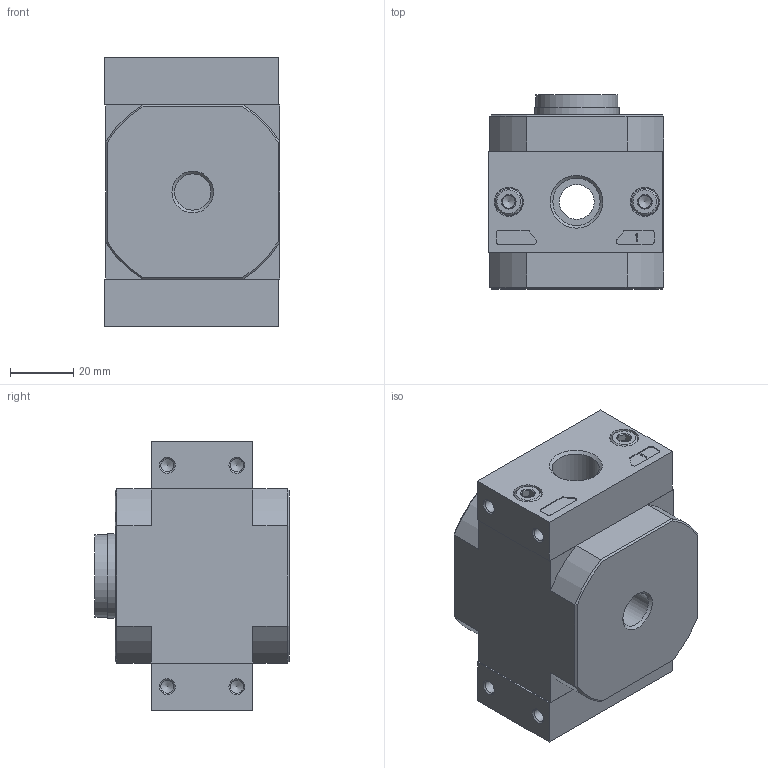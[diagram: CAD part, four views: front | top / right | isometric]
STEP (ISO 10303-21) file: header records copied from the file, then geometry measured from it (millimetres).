
FILE_DESCRIPTION(/* description */ ('STEP AP214'),/* implementation_level */ '2;1');
FILE_NAME(/* name */ '162791_FRM-H-3_8-D-MIDI',/* time_stamp */ '2024-08-28T18:53:29+02:00',/* author */ ('License CC BY-ND 4.0'),/* organization */ ('CADENAS'),/* preprocessor_version */ 'ST-DEVELOPER v19.3',/* originating_system */ 'PARTsolutions',/* authorisation */ ' ');
FILE_SCHEMA (('AUTOMOTIVE_DESIGN {1 0 10303 214 3 1 1}'));
Length unit declared in the file: millimetre
Products named in the file (8): 162791 FRM-H-3/8-D-MIDI; 4016333 FRM-H-...-MIDI; 369989 LF-D-MIDI; 380299 PBL-3/8-D-MIDI-R---(0) p1; DIN-912 - M5x18(F); 380297 PBL-3/8-D-MIDI-L---(1) p1; DIN-908 G1/2A; 531774 OK-1/2
Assembly tree (11 placements, depth 2):
  162791 FRM-H-3/8-D-MIDI
    4016333 FRM-H-...-MIDI
    369989 LF-D-MIDI  x2
    380299 PBL-3/8-D-MIDI-R---(0) p1
    DIN-912 - M5x18(F)  x4
    380297 PBL-3/8-D-MIDI-L---(1) p1
    DIN-908 G1/2A
    531774 OK-1/2
Bounding box: 55.5 x 61.35 x 85 mm (x, y, z)
Volume: 183146.3 mm3; surface area: 48766.8 mm2
Topology: 11 solids, 11 shells, 337 faces, 724 edges, 439 vertices
Faces by surface type: plane 161, cone 104, cylinder 72
Full cylindrical faces by diameter (mm): 4.134 x8, 5 x4, 7.3 x4, 7.5 x2, 8.5 x4, 11.445 x1, 12.4 x1, 14.95 x2, 18.631 x1, 20.955 x1, 21.2 x1, 24.9 x1, 25 x1, 26 x2, 26.4 x1, 26.7 x1, 29 x1, 29.7 x1, 30.8 x1, 52 x1
Entity records: 6934 total; most frequent: CARTESIAN_POINT 1156, DIRECTION 1115, ORIENTED_EDGE 896, EDGE_CURVE 448, AXIS2_PLACEMENT_3D 447, FACE_BOUND 366, EDGE_LOOP 358, VERTEX_POINT 330
